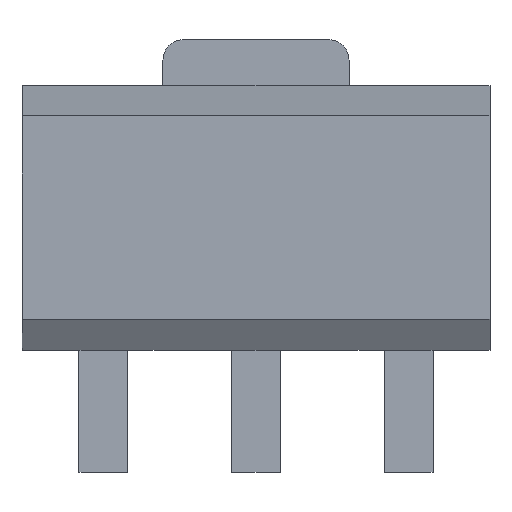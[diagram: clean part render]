
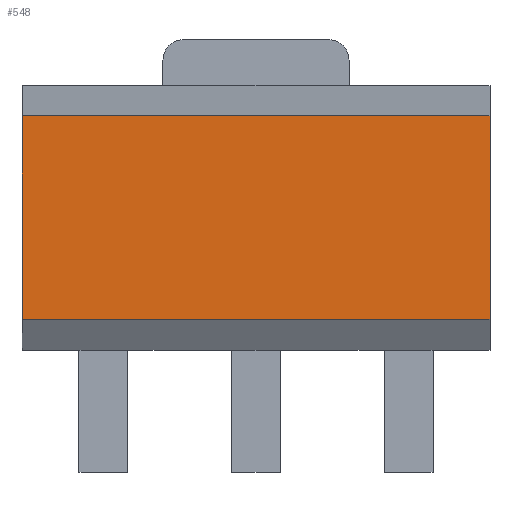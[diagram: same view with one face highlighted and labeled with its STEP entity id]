
A CAD part, top view. The second image highlights one B-rep face of the part: STEP entity #548.
In plain terms, the highlighted planar face has unit normal (0, 0, 1).
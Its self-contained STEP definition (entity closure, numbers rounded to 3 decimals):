
#17 = LINE ( 'NONE', #704, #101 ) ;
#61 = FACE_OUTER_BOUND ( 'NONE', #386, .T. ) ;
#101 = VECTOR ( 'NONE', #702, 1000. ) ;
#129 = ORIENTED_EDGE ( 'NONE', *, *, #1315, .T. ) ;
#216 = VECTOR ( 'NONE', #738, 1000. ) ;
#218 = LINE ( 'NONE', #745, #216 ) ;
#246 = LINE ( 'NONE', #801, #247 ) ;
#247 = VECTOR ( 'NONE', #800, 1000. ) ;
#266 = VECTOR ( 'NONE', #966, 1000. ) ;
#275 = ORIENTED_EDGE ( 'NONE', *, *, #1358, .T. ) ;
#285 = LINE ( 'NONE', #967, #266 ) ;
#336 = ORIENTED_EDGE ( 'NONE', *, *, #1363, .T. ) ;
#360 = ORIENTED_EDGE ( 'NONE', *, *, #1371, .F. ) ;
#386 = EDGE_LOOP ( 'NONE', ( #129, #336, #275, #360 ) ) ;
#548 = ADVANCED_FACE ( 'NONE', ( #61 ), #868, .F. ) ;
#611 = DIRECTION ( 'NONE',  ( 0., 0., -1. ) ) ;
#695 = CARTESIAN_POINT ( 'NONE',  ( 2.3, 1.3, 1.6 ) ) ;
#702 = DIRECTION ( 'NONE',  ( 0., -1., 0. ) ) ;
#704 = CARTESIAN_POINT ( 'NONE',  ( -2.3, -1.3, 1.6 ) ) ;
#738 = DIRECTION ( 'NONE',  ( 1., 0., 0. ) ) ;
#745 = CARTESIAN_POINT ( 'NONE',  ( -2.3, -1., 1.6 ) ) ;
#800 = DIRECTION ( 'NONE',  ( 1., 0., 0. ) ) ;
#801 = CARTESIAN_POINT ( 'NONE',  ( -2.3, 1., 1.6 ) ) ;
#827 = CARTESIAN_POINT ( 'NONE',  ( -2.3, -1., 1.6 ) ) ;
#844 = CARTESIAN_POINT ( 'NONE',  ( -2.3, 1., 1.6 ) ) ;
#856 = CARTESIAN_POINT ( 'NONE',  ( 2.3, -1., 1.6 ) ) ;
#857 = CARTESIAN_POINT ( 'NONE',  ( 2.3, 1., 1.6 ) ) ;
#865 = DIRECTION ( 'NONE',  ( -1., 0., 0. ) ) ;
#868 = PLANE ( 'NONE',  #1062 ) ;
#966 = DIRECTION ( 'NONE',  ( 0., 1., 0. ) ) ;
#967 = CARTESIAN_POINT ( 'NONE',  ( 2.3, -1.3, 1.6 ) ) ;
#1062 = AXIS2_PLACEMENT_3D ( 'NONE', #695, #611, #865 ) ;
#1140 = VERTEX_POINT ( 'NONE', #857 ) ;
#1143 = VERTEX_POINT ( 'NONE', #856 ) ;
#1154 = VERTEX_POINT ( 'NONE', #844 ) ;
#1286 = VERTEX_POINT ( 'NONE', #827 ) ;
#1315 = EDGE_CURVE ( 'NONE', #1154, #1286, #17, .T. ) ;
#1358 = EDGE_CURVE ( 'NONE', #1143, #1140, #285, .T. ) ;
#1363 = EDGE_CURVE ( 'NONE', #1286, #1143, #218, .T. ) ;
#1371 = EDGE_CURVE ( 'NONE', #1154, #1140, #246, .T. ) ;
